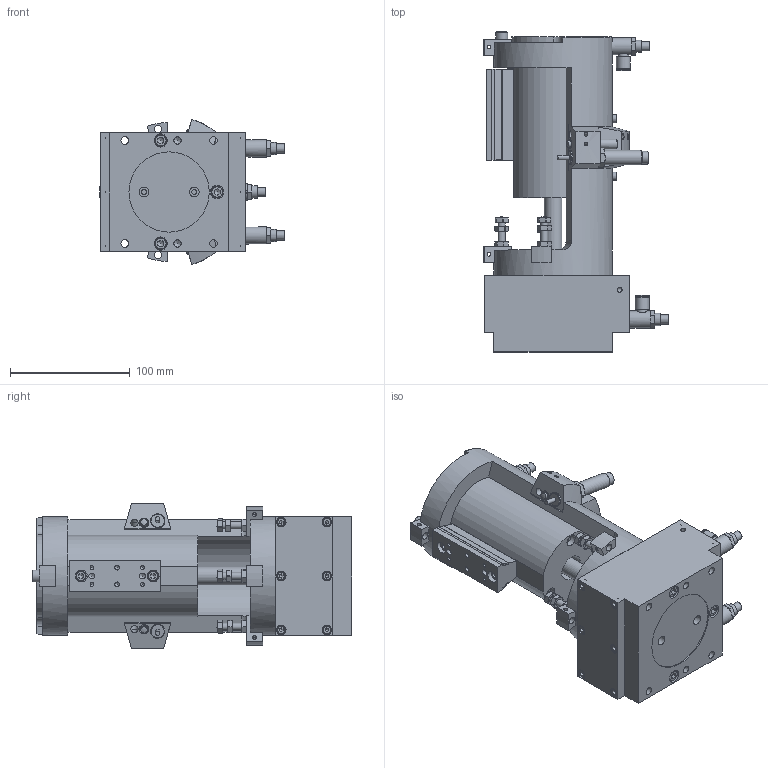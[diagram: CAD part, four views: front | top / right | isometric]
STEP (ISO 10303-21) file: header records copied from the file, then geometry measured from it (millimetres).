
FILE_DESCRIPTION((''),'2;1');
FILE_NAME('BP100-E-1-C60-180-_-_.stp','2015-04-14T15:13:05',('miemmola'),(''),'Autodesk Inventor 2012','Autodesk Inventor 2012','');
FILE_SCHEMA(('AUTOMOTIVE_DESIGN { 1 0 10303 214 1 1 1 1 }'));
Length unit declared in the file: millimetre
Products named in the file (3): Ensemble2; 7020000_Enveloppe_1; 7020000_Enveloppe_2
Assembly tree (2 placements, depth 2):
  Ensemble2
    7020000_Enveloppe_1
    7020000_Enveloppe_2
Bounding box: 154.03 x 267 x 121.24 mm (x, y, z)
Volume: 1395942.5 mm3; surface area: 313383.4 mm2
Topology: 3 solids, 51 shells, 1466 faces, 3377 edges, 2160 vertices
Faces by surface type: plane 682, cylinder 450, cone 280, torus 49, sphere 5
Full cylindrical faces by diameter (mm): 2.6 x5, 3 x10, 3.242 x34, 3.3 x1, 3.5 x2, 4 x20, 4.134 x11, 4.2 x12, 4.3 x8, 4.917 x20, 5 x8, 5.3 x8, 5.459 x9, 5.5 x6, 6 x33, 6.1 x7, 6.3 x4, 6.4 x9, 6.647 x4, 7 x14, 7.459 x2, 7.5 x2, 7.62 x3, 8 x25, 8.5 x2, 8.566 x2, 8.7 x3, 8.8 x3, 9.5 x1, 10 x14
Entity records: 39867 total; most frequent: CARTESIAN_POINT 9277, DIRECTION 6163, ORIENTED_EDGE 5084, AXIS2_PLACEMENT_3D 2657, EDGE_CURVE 2542, EDGE_LOOP 2331, VERTEX_POINT 1889, FACE_OUTER_BOUND 1466
